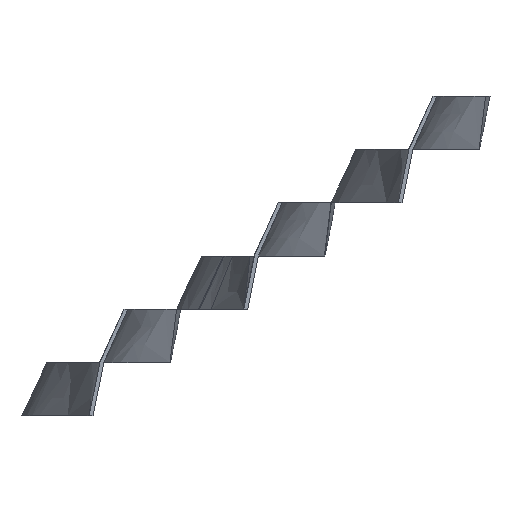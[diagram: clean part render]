
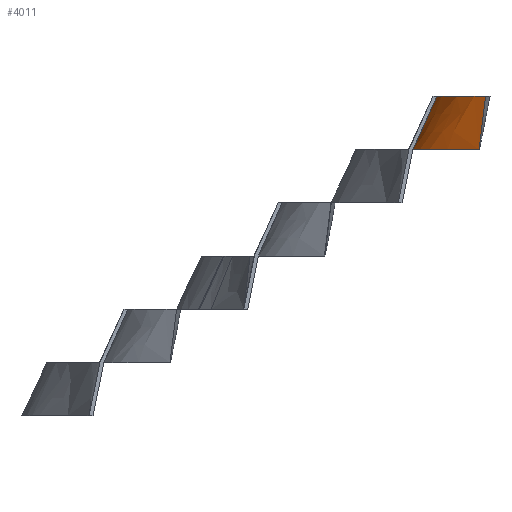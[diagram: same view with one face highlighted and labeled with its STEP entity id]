
A CAD part, left-side view. The second image highlights one B-rep face of the part: STEP entity #4011.
In plain terms, the highlighted free-form (B-spline) face has degree [3, 3] with [14, 4] control points.
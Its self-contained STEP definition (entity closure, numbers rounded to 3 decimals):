
#32=B_SPLINE_SURFACE_WITH_KNOTS('',3,3,((#7416,#7417,#7418,#7419),(#7420,
#7421,#7422,#7423),(#7424,#7425,#7426,#7427),(#7428,#7429,#7430,#7431),
(#7432,#7433,#7434,#7435),(#7436,#7437,#7438,#7439),(#7440,#7441,#7442,
#7443),(#7444,#7445,#7446,#7447),(#7448,#7449,#7450,#7451),(#7452,#7453,
#7454,#7455),(#7456,#7457,#7458,#7459),(#7460,#7461,#7462,#7463),(#7464,
#7465,#7466,#7467),(#7468,#7469,#7470,#7471)),.UNSPECIFIED.,.F.,.F.,.F.,
(4,2,1,1,2,2,2,4),(4,4),(0.,0.086,0.324,0.443,
0.562,0.571,0.685,1.),(0.,1.),
 .UNSPECIFIED.);
#222=FACE_OUTER_BOUND('',#439,.T.);
#439=EDGE_LOOP('',(#2822,#2823,#2824,#2825,#2826));
#651=LINE('',#7477,#850);
#652=LINE('',#7478,#851);
#850=VECTOR('',#4350,20.162);
#851=VECTOR('',#4351,21.932);
#1161=B_SPLINE_CURVE_WITH_KNOTS('',3,(#7154,#7155,#7156,#7157,#7158,#7159,
#7160,#7161,#7162,#7163,#7164,#7165),.UNSPECIFIED.,.F.,.F.,(4,1,1,2,2,2,
4),(0.086,0.324,0.443,0.562,
0.571,0.685,1.),.UNSPECIFIED.);
#1163=B_SPLINE_CURVE_WITH_KNOTS('',3,(#7208,#7209,#7210,#7211,#7212,#7213,
#7214,#7215,#7216,#7217,#7218,#7219,#7220,#7221),.UNSPECIFIED.,.F.,.F.,
(4,2,1,1,2,2,2,4),(0.,0.086,0.324,0.443,
0.562,0.571,0.685,1.),.UNSPECIFIED.);
#1168=B_SPLINE_CURVE_WITH_KNOTS('',3,(#7473,#7474,#7475,#7476),
 .UNSPECIFIED.,.F.,.F.,(4,4),(0.,0.129),.UNSPECIFIED.);
#1605=VERTEX_POINT('',#7082);
#1608=VERTEX_POINT('',#7125);
#1610=VERTEX_POINT('',#7205);
#1611=VERTEX_POINT('',#7207);
#1614=VERTEX_POINT('',#7472);
#2073=EDGE_CURVE('',#1605,#1608,#1161,.T.);
#2076=EDGE_CURVE('',#1610,#1611,#1163,.T.);
#2082=EDGE_CURVE('',#1614,#1605,#1168,.T.);
#2083=EDGE_CURVE('',#1608,#1611,#651,.T.);
#2084=EDGE_CURVE('',#1614,#1610,#652,.T.);
#2822=ORIENTED_EDGE('',*,*,#2082,.T.);
#2823=ORIENTED_EDGE('',*,*,#2073,.T.);
#2824=ORIENTED_EDGE('',*,*,#2083,.T.);
#2825=ORIENTED_EDGE('',*,*,#2076,.F.);
#2826=ORIENTED_EDGE('',*,*,#2084,.F.);
#4011=ADVANCED_FACE('',(#222),#32,.T.);
#4350=DIRECTION('',(0.032,-0.122,0.992));
#4351=DIRECTION('',(0.,-0.41,0.912));
#7082=CARTESIAN_POINT('',(-92.768,-117.299,80.));
#7125=CARTESIAN_POINT('',(-21.739,-142.319,80.));
#7154=CARTESIAN_POINT('Ctrl Pts',(-92.768,-117.299,80.));
#7155=CARTESIAN_POINT('Ctrl Pts',(-86.144,-116.93,80.));
#7156=CARTESIAN_POINT('Ctrl Pts',(-76.135,-117.692,80.));
#7157=CARTESIAN_POINT('Ctrl Pts',(-63.33,-121.278,80.));
#7158=CARTESIAN_POINT('Ctrl Pts',(-57.217,-123.892,80.));
#7159=CARTESIAN_POINT('Ctrl Pts',(-54.034,-125.509,80.));
#7160=CARTESIAN_POINT('Ctrl Pts',(-53.809,-125.625,80.));
#7161=CARTESIAN_POINT('Ctrl Pts',(-50.77,-127.206,80.));
#7162=CARTESIAN_POINT('Ctrl Pts',(-47.956,-128.672,80.));
#7163=CARTESIAN_POINT('Ctrl Pts',(-37.341,-134.198,80.));
#7164=CARTESIAN_POINT('Ctrl Pts',(-29.54,-138.258,80.));
#7165=CARTESIAN_POINT('Ctrl Pts',(-21.739,-142.319,80.));
#7205=CARTESIAN_POINT('',(-100.,-126.5,100.));
#7207=CARTESIAN_POINT('',(-21.087,-144.782,100.));
#7208=CARTESIAN_POINT('Ctrl Pts',(-100.,-126.5,100.));
#7209=CARTESIAN_POINT('Ctrl Pts',(-97.653,-126.5,100.));
#7210=CARTESIAN_POINT('Ctrl Pts',(-95.307,-126.565,100.));
#7211=CARTESIAN_POINT('Ctrl Pts',(-86.518,-127.052,100.));
#7212=CARTESIAN_POINT('Ctrl Pts',(-76.89,-128.324,100.));
#7213=CARTESIAN_POINT('Ctrl Pts',(-64.358,-131.466,100.));
#7214=CARTESIAN_POINT('Ctrl Pts',(-58.229,-133.508,100.));
#7215=CARTESIAN_POINT('Ctrl Pts',(-54.978,-134.731,100.));
#7216=CARTESIAN_POINT('Ctrl Pts',(-54.748,-134.817,100.));
#7217=CARTESIAN_POINT('Ctrl Pts',(-51.628,-135.991,100.));
#7218=CARTESIAN_POINT('Ctrl Pts',(-48.738,-137.077,100.));
#7219=CARTESIAN_POINT('Ctrl Pts',(-37.839,-141.176,100.));
#7220=CARTESIAN_POINT('Ctrl Pts',(-29.531,-143.396,100.));
#7221=CARTESIAN_POINT('Ctrl Pts',(-21.087,-144.782,100.));
#7416=CARTESIAN_POINT('Ctrl Pts',(-100.,-117.5,80.));
#7417=CARTESIAN_POINT('Ctrl Pts',(-100.,-120.5,86.667));
#7418=CARTESIAN_POINT('Ctrl Pts',(-100.,-123.5,93.333));
#7419=CARTESIAN_POINT('Ctrl Pts',(-100.,-126.5,100.));
#7420=CARTESIAN_POINT('Ctrl Pts',(-97.588,-117.5,80.));
#7421=CARTESIAN_POINT('Ctrl Pts',(-97.61,-120.5,86.667));
#7422=CARTESIAN_POINT('Ctrl Pts',(-97.632,-123.5,93.333));
#7423=CARTESIAN_POINT('Ctrl Pts',(-97.653,-126.5,100.));
#7424=CARTESIAN_POINT('Ctrl Pts',(-95.176,-117.433,80.));
#7425=CARTESIAN_POINT('Ctrl Pts',(-95.22,-120.477,86.667));
#7426=CARTESIAN_POINT('Ctrl Pts',(-95.263,-123.521,93.333));
#7427=CARTESIAN_POINT('Ctrl Pts',(-95.307,-126.565,100.));
#7428=CARTESIAN_POINT('Ctrl Pts',(-86.144,-116.93,80.));
#7429=CARTESIAN_POINT('Ctrl Pts',(-86.269,-120.305,86.667));
#7430=CARTESIAN_POINT('Ctrl Pts',(-86.393,-123.677,93.333));
#7431=CARTESIAN_POINT('Ctrl Pts',(-86.518,-127.052,100.));
#7432=CARTESIAN_POINT('Ctrl Pts',(-76.135,-117.692,80.));
#7433=CARTESIAN_POINT('Ctrl Pts',(-76.387,-121.236,86.667));
#7434=CARTESIAN_POINT('Ctrl Pts',(-76.639,-124.78,93.333));
#7435=CARTESIAN_POINT('Ctrl Pts',(-76.89,-128.324,100.));
#7436=CARTESIAN_POINT('Ctrl Pts',(-63.33,-121.278,80.));
#7437=CARTESIAN_POINT('Ctrl Pts',(-63.673,-124.674,86.667));
#7438=CARTESIAN_POINT('Ctrl Pts',(-64.015,-128.07,93.333));
#7439=CARTESIAN_POINT('Ctrl Pts',(-64.358,-131.466,100.));
#7440=CARTESIAN_POINT('Ctrl Pts',(-57.217,-123.892,80.));
#7441=CARTESIAN_POINT('Ctrl Pts',(-57.554,-127.098,86.667));
#7442=CARTESIAN_POINT('Ctrl Pts',(-57.892,-130.303,93.333));
#7443=CARTESIAN_POINT('Ctrl Pts',(-58.229,-133.508,100.));
#7444=CARTESIAN_POINT('Ctrl Pts',(-54.034,-125.509,80.));
#7445=CARTESIAN_POINT('Ctrl Pts',(-54.349,-128.583,86.667));
#7446=CARTESIAN_POINT('Ctrl Pts',(-54.663,-131.657,93.333));
#7447=CARTESIAN_POINT('Ctrl Pts',(-54.978,-134.731,100.));
#7448=CARTESIAN_POINT('Ctrl Pts',(-53.809,-125.625,80.));
#7449=CARTESIAN_POINT('Ctrl Pts',(-54.122,-128.689,86.667));
#7450=CARTESIAN_POINT('Ctrl Pts',(-54.435,-131.753,93.333));
#7451=CARTESIAN_POINT('Ctrl Pts',(-54.748,-134.817,100.));
#7452=CARTESIAN_POINT('Ctrl Pts',(-50.77,-127.206,80.));
#7453=CARTESIAN_POINT('Ctrl Pts',(-51.056,-130.135,86.667));
#7454=CARTESIAN_POINT('Ctrl Pts',(-51.342,-133.062,93.333));
#7455=CARTESIAN_POINT('Ctrl Pts',(-51.628,-135.991,100.));
#7456=CARTESIAN_POINT('Ctrl Pts',(-47.956,-128.672,80.));
#7457=CARTESIAN_POINT('Ctrl Pts',(-48.217,-131.473,86.667));
#7458=CARTESIAN_POINT('Ctrl Pts',(-48.477,-134.275,93.333));
#7459=CARTESIAN_POINT('Ctrl Pts',(-48.738,-137.077,100.));
#7460=CARTESIAN_POINT('Ctrl Pts',(-37.341,-134.198,80.));
#7461=CARTESIAN_POINT('Ctrl Pts',(-37.507,-136.524,86.667));
#7462=CARTESIAN_POINT('Ctrl Pts',(-37.673,-138.85,93.333));
#7463=CARTESIAN_POINT('Ctrl Pts',(-37.839,-141.176,100.));
#7464=CARTESIAN_POINT('Ctrl Pts',(-29.54,-138.258,80.));
#7465=CARTESIAN_POINT('Ctrl Pts',(-29.537,-139.971,86.667));
#7466=CARTESIAN_POINT('Ctrl Pts',(-29.534,-141.683,93.333));
#7467=CARTESIAN_POINT('Ctrl Pts',(-29.531,-143.396,100.));
#7468=CARTESIAN_POINT('Ctrl Pts',(-21.739,-142.319,80.));
#7469=CARTESIAN_POINT('Ctrl Pts',(-21.522,-143.14,86.667));
#7470=CARTESIAN_POINT('Ctrl Pts',(-21.304,-143.961,93.333));
#7471=CARTESIAN_POINT('Ctrl Pts',(-21.087,-144.782,100.));
#7472=CARTESIAN_POINT('',(-100.,-117.5,80.));
#7473=CARTESIAN_POINT('Ctrl Pts',(-100.,-117.5,80.));
#7474=CARTESIAN_POINT('Ctrl Pts',(-97.588,-117.5,80.));
#7475=CARTESIAN_POINT('Ctrl Pts',(-95.176,-117.433,80.));
#7476=CARTESIAN_POINT('Ctrl Pts',(-92.768,-117.299,80.));
#7477=CARTESIAN_POINT('',(-21.739,-142.319,80.));
#7478=CARTESIAN_POINT('',(-100.,-117.5,80.));
